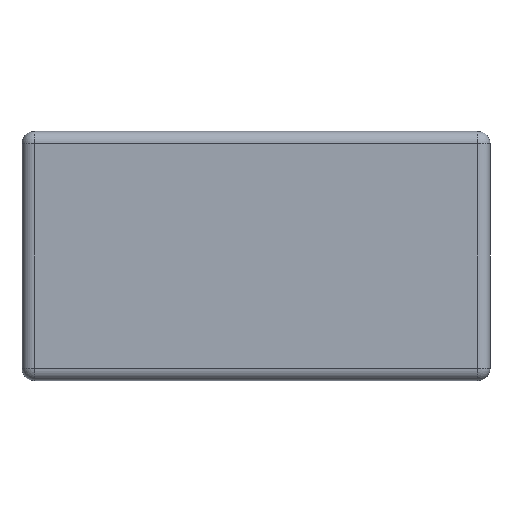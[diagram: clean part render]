
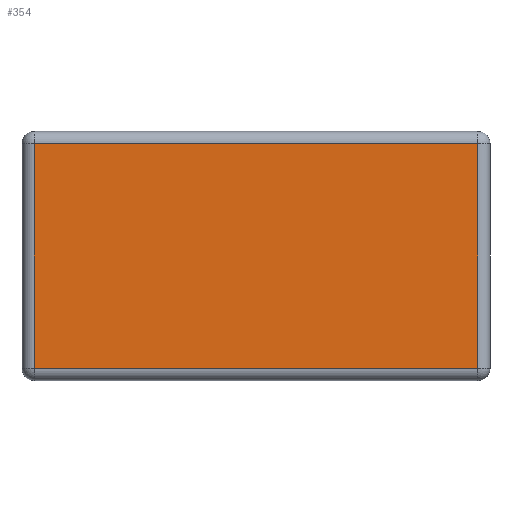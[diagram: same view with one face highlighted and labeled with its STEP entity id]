
A CAD part, front view. The second image highlights one B-rep face of the part: STEP entity #354.
In plain terms, the highlighted planar face has unit normal (0, -1, 0).
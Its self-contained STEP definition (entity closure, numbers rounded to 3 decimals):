
#16=PLANE('',#418);
#21=LINE('',#607,#45);
#23=LINE('',#610,#47);
#31=LINE('',#622,#55);
#37=LINE('',#631,#61);
#45=VECTOR('',#491,10.);
#47=VECTOR('',#495,10.);
#55=VECTOR('',#511,10.);
#61=VECTOR('',#523,10.);
#102=FACE_OUTER_BOUND('',#128,.T.);
#128=EDGE_LOOP('',(#305,#306,#307,#308));
#162=VERTEX_POINT('',#561);
#169=VERTEX_POINT('',#579);
#174=VERTEX_POINT('',#589);
#180=VERTEX_POINT('',#603);
#205=EDGE_CURVE('',#169,#180,#21,.T.);
#207=EDGE_CURVE('',#180,#174,#23,.T.);
#215=EDGE_CURVE('',#174,#162,#31,.T.);
#221=EDGE_CURVE('',#162,#169,#37,.T.);
#305=ORIENTED_EDGE('',*,*,#205,.F.);
#306=ORIENTED_EDGE('',*,*,#221,.F.);
#307=ORIENTED_EDGE('',*,*,#215,.F.);
#308=ORIENTED_EDGE('',*,*,#207,.F.);
#354=ADVANCED_FACE('',(#102),#16,.F.);
#418=AXIS2_PLACEMENT_3D('',#643,#539,#540);
#491=DIRECTION('',(-1.,0.,0.));
#495=DIRECTION('',(0.,0.,1.));
#511=DIRECTION('',(1.,0.,0.));
#523=DIRECTION('',(0.,0.,-1.));
#539=DIRECTION('center_axis',(0.,1.,0.));
#540=DIRECTION('ref_axis',(1.,0.,0.));
#561=CARTESIAN_POINT('',(36.5,0.,18.5));
#579=CARTESIAN_POINT('',(36.5,0.,-18.5));
#589=CARTESIAN_POINT('',(-36.5,0.,18.5));
#603=CARTESIAN_POINT('',(-36.5,0.,-18.5));
#607=CARTESIAN_POINT('',(19.25,0.,-18.5));
#610=CARTESIAN_POINT('',(-36.5,0.,-10.25));
#622=CARTESIAN_POINT('',(-19.25,0.,18.5));
#631=CARTESIAN_POINT('',(36.5,0.,10.25));
#643=CARTESIAN_POINT('Origin',(0.,0.,0.));
